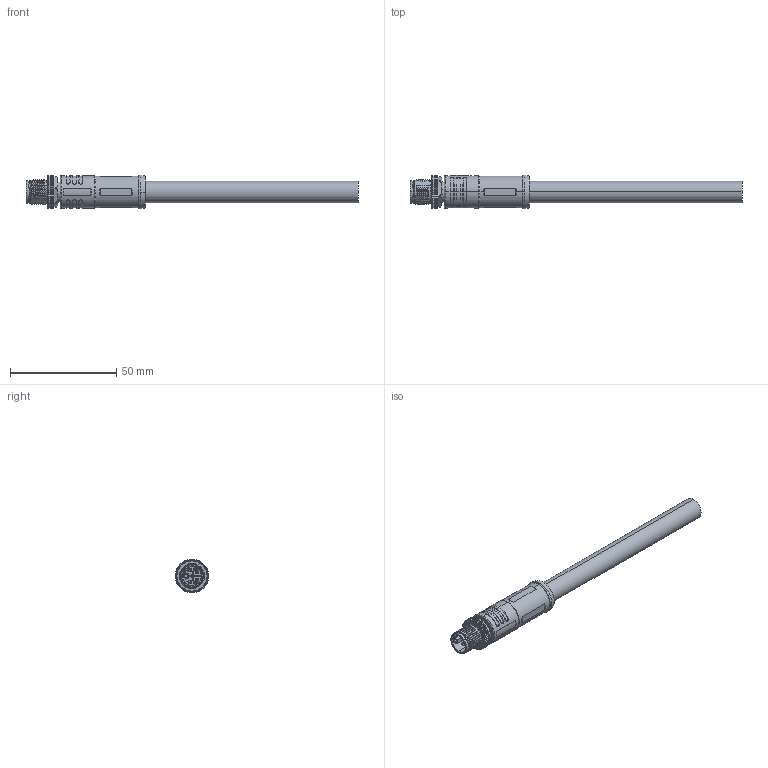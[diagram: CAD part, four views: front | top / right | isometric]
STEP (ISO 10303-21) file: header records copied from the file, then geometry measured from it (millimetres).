
FILE_DESCRIPTION (( 'STEP AP214' ), '1' );
FILE_NAME ('TRGL504-P4B-1M_3D.step', '2024-11-11T16:30:58', ( '' ), ( '' ), 'SwSTEP 2.0', 'SolidWorks 2022', '' );
FILE_SCHEMA (( 'AUTOMOTIVE_DESIGN' ));
Length unit declared in the file: inch
Products named in the file (1): TRGL504-P4B-1M_3D
Bounding box: 156 x 15.8 x 15.8 mm (x, y, z)
Volume: 16725.9 mm3; surface area: 7010.9 mm2
Topology: 1 solids, 3 shells, 844 faces, 2314 edges, 1456 vertices
Faces by surface type: plane 336, cylinder 239, bspline 237, cone 32
Entity records: 38790 total; most frequent: CARTESIAN_POINT 19399, ORIENTED_EDGE 4532, DIRECTION 3383, EDGE_CURVE 2266, VERTEX_POINT 1456, LINE 1131, VECTOR 1131, AXIS2_PLACEMENT_3D 1126
